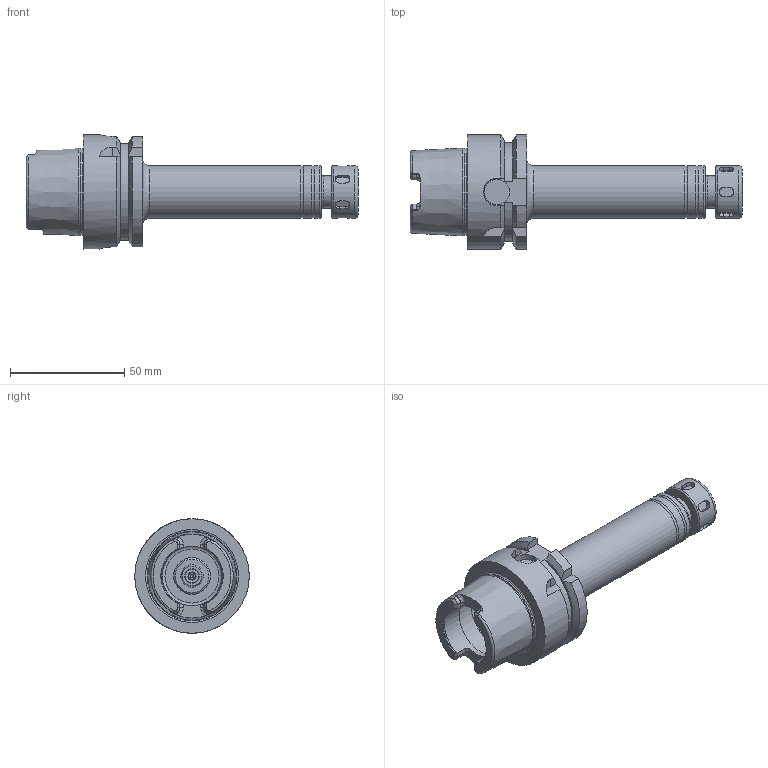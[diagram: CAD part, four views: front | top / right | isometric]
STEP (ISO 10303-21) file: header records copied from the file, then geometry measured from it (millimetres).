
FILE_DESCRIPTION((''),'2;1');
FILE_NAME('536014107120-3D.stp','2020-01-07T14:04:47',('nttooll'),(''),'Autodesk Inventor 2012','Autodesk Inventor 2012','');
FILE_SCHEMA(('AUTOMOTIVE_DESIGN { 1 0 10303 214 1 1 1 1 }'));
Length unit declared in the file: millimetre
Products named in the file (1): 536014107120-3D
Bounding box: 145 x 50 x 50 mm (x, y, z)
Volume: 84618.4 mm3; surface area: 26333.5 mm2
Topology: 1 solids, 1 shells, 201 faces, 454 edges, 285 vertices
Faces by surface type: plane 85, cylinder 64, cone 31, torus 21
Full cylindrical faces by diameter (mm): 1.7 x1, 3 x1, 3.5 x1, 5.745 x1, 6.4 x1, 6.5 x1, 7 x2, 7.3 x1, 8 x2, 8.5 x1, 8.79 x1, 9.5 x1, 9.7 x1, 10 x1, 11 x1, 12.1 x1, 14 x2, 16 x1, 17 x1, 23 x4, 26 x1, 26.6 x1, 32 x1, 37.9 x1, 50 x1
Entity records: 5626 total; most frequent: CARTESIAN_POINT 1332, DIRECTION 916, ORIENTED_EDGE 782, EDGE_CURVE 391, AXIS2_PLACEMENT_3D 379, EDGE_LOOP 290, VERTEX_POINT 281, FACE_OUTER_BOUND 201
